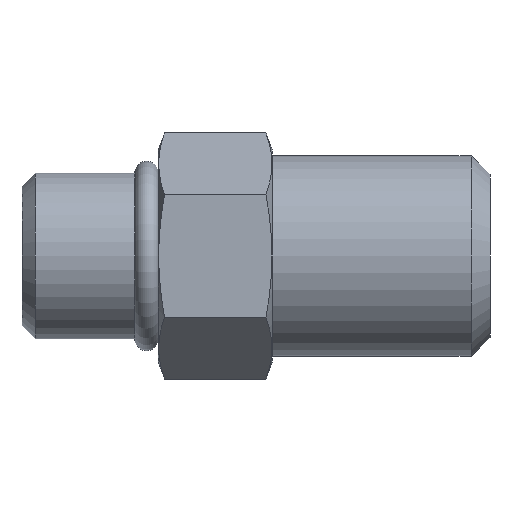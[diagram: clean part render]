
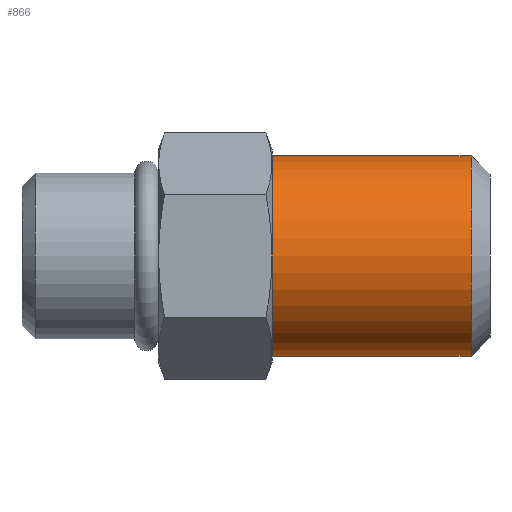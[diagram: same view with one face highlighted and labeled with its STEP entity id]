
A CAD part, left-side view. The second image highlights one B-rep face of the part: STEP entity #866.
In plain terms, the highlighted cylindrical face has radius 6.731 mm (diameter 13.462 mm), a partial arc.
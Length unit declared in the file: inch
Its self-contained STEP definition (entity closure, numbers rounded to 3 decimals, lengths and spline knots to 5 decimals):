
#147=CARTESIAN_POINT('',(0.,0.05,0.));
#148=DIRECTION('',(0.,1.,0.));
#149=DIRECTION('',(0.,0.,-1.));
#150=AXIS2_PLACEMENT_3D('',#147,#148,#149);
#162=DIRECTION('',(0.,1.,0.));
#163=VECTOR('',#162,0.525);
#164=CARTESIAN_POINT('',(0.,0.05,-0.265));
#165=LINE('',#164,#163);
#177=CARTESIAN_POINT('',(0.,0.575,0.));
#178=DIRECTION('',(0.,1.,0.));
#179=DIRECTION('',(0.,0.,-1.));
#180=AXIS2_PLACEMENT_3D('',#177,#178,#179);
#201=DIRECTION('',(0.,1.,0.));
#202=VECTOR('',#201,0.525);
#203=CARTESIAN_POINT('',(0.,0.05,0.265));
#204=LINE('',#203,#202);
#734=CARTESIAN_POINT('',(0.,0.575,0.265));
#735=CARTESIAN_POINT('',(0.,0.575,-0.265));
#736=VERTEX_POINT('',#734);
#737=VERTEX_POINT('',#735);
#774=CARTESIAN_POINT('',(0.,0.05,0.265));
#775=CARTESIAN_POINT('',(0.,0.05,-0.265));
#776=VERTEX_POINT('',#774);
#777=VERTEX_POINT('',#775);
#852=CARTESIAN_POINT('',(0.,0.,0.));
#853=DIRECTION('',(0.,1.,0.));
#854=DIRECTION('',(0.,0.,1.));
#855=AXIS2_PLACEMENT_3D('',#852,#853,#854);
#856=CYLINDRICAL_SURFACE('',#855,0.265);
#858=ORIENTED_EDGE('',*,*,#857,.T.);
#860=ORIENTED_EDGE('',*,*,#859,.F.);
#861=ORIENTED_EDGE('',*,*,#846,.F.);
#863=ORIENTED_EDGE('',*,*,#862,.T.);
#864=EDGE_LOOP('',(#858,#860,#861,#863));
#865=FACE_OUTER_BOUND('',#864,.F.);
#866=ADVANCED_FACE('',(#865),#856,.T.);
#151=CIRCLE('',#150,0.265);
#181=CIRCLE('',#180,0.265);
#846=EDGE_CURVE('',#777,#776,#151,.T.);
#857=EDGE_CURVE('',#737,#736,#181,.T.);
#859=EDGE_CURVE('',#776,#736,#204,.T.);
#862=EDGE_CURVE('',#777,#737,#165,.T.);
